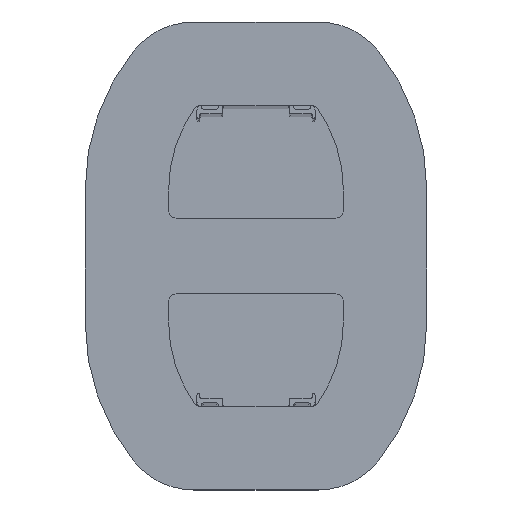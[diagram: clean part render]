
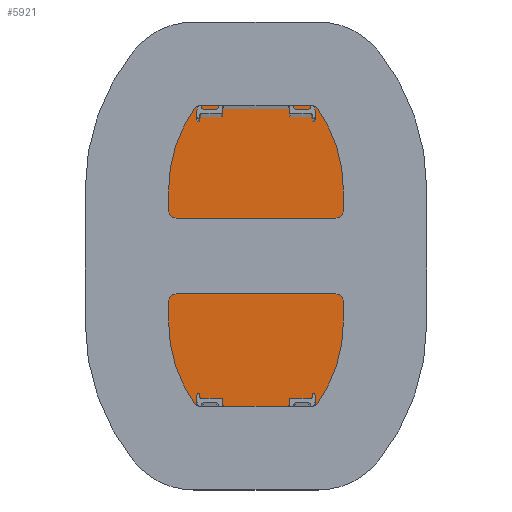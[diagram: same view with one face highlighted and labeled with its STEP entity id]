
A CAD part, top view. The second image highlights one B-rep face of the part: STEP entity #5921.
In plain terms, the highlighted planar face has unit normal (0, 0, 1).
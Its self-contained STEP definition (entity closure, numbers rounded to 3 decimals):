
#41 = EDGE_CURVE ( 'NONE', #3709, #1688, #7467, .T. ) ;
#54 = ORIENTED_EDGE ( 'NONE', *, *, #41, .T. ) ;
#86 = ORIENTED_EDGE ( 'NONE', *, *, #5975, .T. ) ;
#305 = DIRECTION ( 'NONE',  ( 1., 0., 0. ) ) ;
#307 = CARTESIAN_POINT ( 'NONE',  ( 62., 24.595, 3. ) ) ;
#429 = CARTESIAN_POINT ( 'NONE',  ( -65.25, 24.595, 3. ) ) ;
#461 = VERTEX_POINT ( 'NONE', #839 ) ;
#480 = VECTOR ( 'NONE', #5967, 1000. ) ;
#537 = AXIS2_PLACEMENT_3D ( 'NONE', #6742, #2549, #6974 ) ;
#562 = CIRCLE ( 'NONE', #1479, 3.25 ) ;
#578 = CIRCLE ( 'NONE', #4145, 60.25 ) ;
#613 = EDGE_CURVE ( 'NONE', #4896, #3323, #4899, .T. ) ;
#763 = DIRECTION ( 'NONE',  ( 1., 0., 0. ) ) ;
#839 = CARTESIAN_POINT ( 'NONE',  ( 64.024, -27.138, 3. ) ) ;
#909 = ORIENTED_EDGE ( 'NONE', *, *, #5869, .T. ) ;
#1005 = VERTEX_POINT ( 'NONE', #6125 ) ;
#1070 = CIRCLE ( 'NONE', #1600, 60.25 ) ;
#1298 = AXIS2_PLACEMENT_3D ( 'NONE', #6718, #6964, #6650 ) ;
#1341 = ORIENTED_EDGE ( 'NONE', *, *, #2310, .T. ) ;
#1352 = DIRECTION ( 'NONE',  ( 0., 0., 1. ) ) ;
#1479 = AXIS2_PLACEMENT_3D ( 'NONE', #307, #1352, #6214 ) ;
#1600 = AXIS2_PLACEMENT_3D ( 'NONE', #5228, #8151, #7554 ) ;
#1625 = VERTEX_POINT ( 'NONE', #1712 ) ;
#1688 = VERTEX_POINT ( 'NONE', #2284 ) ;
#1712 = CARTESIAN_POINT ( 'NONE',  ( 64.024, 27.138, 3. ) ) ;
#1783 = EDGE_CURVE ( 'NONE', #7595, #1625, #562, .T. ) ;
#1902 = CARTESIAN_POINT ( 'NONE',  ( 65.25, 24.595, 3. ) ) ;
#2028 = CARTESIAN_POINT ( 'NONE',  ( 65.25, 24.595, 3. ) ) ;
#2103 = ORIENTED_EDGE ( 'NONE', *, *, #7024, .T. ) ;
#2228 = CARTESIAN_POINT ( 'NONE',  ( -65.25, 24.595, 3. ) ) ;
#2246 = DIRECTION ( 'NONE',  ( 0., 0., -1. ) ) ;
#2278 = CIRCLE ( 'NONE', #4041, 60.25 ) ;
#2284 = CARTESIAN_POINT ( 'NONE',  ( -26.5, -40.25, 3. ) ) ;
#2285 = CARTESIAN_POINT ( 'NONE',  ( 26.5, -20., 3. ) ) ;
#2304 = DIRECTION ( 'NONE',  ( 0., 0., 1. ) ) ;
#2307 = CARTESIAN_POINT ( 'NONE',  ( -26.5, 40.25, 3. ) ) ;
#2310 = EDGE_CURVE ( 'NONE', #6297, #461, #1070, .T. ) ;
#2358 = VECTOR ( 'NONE', #7361, 1000. ) ;
#2406 = PLANE ( 'NONE',  #6035 ) ;
#2408 = ORIENTED_EDGE ( 'NONE', *, *, #613, .T. ) ;
#2549 = DIRECTION ( 'NONE',  ( 0., 0., 1. ) ) ;
#2712 = CARTESIAN_POINT ( 'NONE',  ( -26.5, -20., 3. ) ) ;
#2715 = ORIENTED_EDGE ( 'NONE', *, *, #1783, .T. ) ;
#2717 = CARTESIAN_POINT ( 'NONE',  ( -26.5, -40.25, 3. ) ) ;
#2720 = EDGE_CURVE ( 'NONE', #1688, #6297, #6644, .T. ) ;
#2725 = VERTEX_POINT ( 'NONE', #6959 ) ;
#2897 = CARTESIAN_POINT ( 'NONE',  ( 65.25, -24.595, 3. ) ) ;
#2908 = DIRECTION ( 'NONE',  ( 0., 0., 1. ) ) ;
#3323 = VERTEX_POINT ( 'NONE', #429 ) ;
#3473 = VECTOR ( 'NONE', #7353, 1000. ) ;
#3709 = VERTEX_POINT ( 'NONE', #6276 ) ;
#3826 = ORIENTED_EDGE ( 'NONE', *, *, #4391, .T. ) ;
#3842 = ORIENTED_EDGE ( 'NONE', *, *, #8024, .T. ) ;
#3852 = LINE ( 'NONE', #2307, #480 ) ;
#3963 = CIRCLE ( 'NONE', #4880, 3.25 ) ;
#4012 = ORIENTED_EDGE ( 'NONE', *, *, #2720, .T. ) ;
#4041 = AXIS2_PLACEMENT_3D ( 'NONE', #2712, #2908, #305 ) ;
#4145 = AXIS2_PLACEMENT_3D ( 'NONE', #5445, #2304, #6077 ) ;
#4155 = LINE ( 'NONE', #2228, #2358 ) ;
#4391 = EDGE_CURVE ( 'NONE', #1005, #4896, #2278, .T. ) ;
#4393 = VERTEX_POINT ( 'NONE', #5437 ) ;
#4431 = CARTESIAN_POINT ( 'NONE',  ( -64.024, 27.138, 3. ) ) ;
#4485 = EDGE_CURVE ( 'NONE', #2725, #3709, #3963, .T. ) ;
#4727 = DIRECTION ( 'NONE',  ( -1., 0., 0. ) ) ;
#4880 = AXIS2_PLACEMENT_3D ( 'NONE', #7125, #5232, #6567 ) ;
#4896 = VERTEX_POINT ( 'NONE', #4431 ) ;
#4899 = CIRCLE ( 'NONE', #6518, 3.25 ) ;
#4920 = LINE ( 'NONE', #2028, #5697 ) ;
#5108 = ORIENTED_EDGE ( 'NONE', *, *, #4485, .T. ) ;
#5122 = CIRCLE ( 'NONE', #537, 3.25 ) ;
#5201 = DIRECTION ( 'NONE',  ( 0., 1., 0. ) ) ;
#5228 = CARTESIAN_POINT ( 'NONE',  ( 26.5, 20., 3. ) ) ;
#5232 = DIRECTION ( 'NONE',  ( 0., 0., 1. ) ) ;
#5437 = CARTESIAN_POINT ( 'NONE',  ( 26.5, 40.25, 3. ) ) ;
#5445 = CARTESIAN_POINT ( 'NONE',  ( 26.5, -20., 3. ) ) ;
#5697 = VECTOR ( 'NONE', #5201, 1000. ) ;
#5810 = FACE_OUTER_BOUND ( 'NONE', #6921, .T. ) ;
#5869 = EDGE_CURVE ( 'NONE', #461, #7404, #5122, .T. ) ;
#5921 = ADVANCED_FACE ( 'NONE', ( #5810 ), #2406, .F. ) ;
#5967 = DIRECTION ( 'NONE',  ( -1., 0., 0. ) ) ;
#5975 = EDGE_CURVE ( 'NONE', #3323, #2725, #4155, .T. ) ;
#6035 = AXIS2_PLACEMENT_3D ( 'NONE', #2285, #2246, #4727 ) ;
#6077 = DIRECTION ( 'NONE',  ( -1., 0., 0. ) ) ;
#6125 = CARTESIAN_POINT ( 'NONE',  ( -26.5, 40.25, 3. ) ) ;
#6214 = DIRECTION ( 'NONE',  ( -1., 0., 0. ) ) ;
#6276 = CARTESIAN_POINT ( 'NONE',  ( -64.024, -27.138, 3. ) ) ;
#6297 = VERTEX_POINT ( 'NONE', #7161 ) ;
#6355 = CARTESIAN_POINT ( 'NONE',  ( -62., 24.595, 3. ) ) ;
#6518 = AXIS2_PLACEMENT_3D ( 'NONE', #6355, #6798, #763 ) ;
#6567 = DIRECTION ( 'NONE',  ( -1., 0., 0. ) ) ;
#6628 = EDGE_CURVE ( 'NONE', #7404, #7595, #4920, .T. ) ;
#6644 = LINE ( 'NONE', #2717, #3473 ) ;
#6650 = DIRECTION ( 'NONE',  ( -1., 0., 0. ) ) ;
#6718 = CARTESIAN_POINT ( 'NONE',  ( -26.5, 20., 3. ) ) ;
#6742 = CARTESIAN_POINT ( 'NONE',  ( 62., -24.595, 3. ) ) ;
#6798 = DIRECTION ( 'NONE',  ( 0., 0., 1. ) ) ;
#6824 = ORIENTED_EDGE ( 'NONE', *, *, #6628, .T. ) ;
#6921 = EDGE_LOOP ( 'NONE', ( #2103, #3842, #3826, #2408, #86, #5108, #54, #4012, #1341, #909, #6824, #2715 ) ) ;
#6959 = CARTESIAN_POINT ( 'NONE',  ( -65.25, -24.595, 3. ) ) ;
#6964 = DIRECTION ( 'NONE',  ( 0., 0., 1. ) ) ;
#6974 = DIRECTION ( 'NONE',  ( 1., 0., 0. ) ) ;
#7024 = EDGE_CURVE ( 'NONE', #1625, #4393, #578, .T. ) ;
#7125 = CARTESIAN_POINT ( 'NONE',  ( -62., -24.595, 3. ) ) ;
#7161 = CARTESIAN_POINT ( 'NONE',  ( 26.5, -40.25, 3. ) ) ;
#7353 = DIRECTION ( 'NONE',  ( 1., 0., 0. ) ) ;
#7361 = DIRECTION ( 'NONE',  ( 0., -1., 0. ) ) ;
#7404 = VERTEX_POINT ( 'NONE', #2897 ) ;
#7467 = CIRCLE ( 'NONE', #1298, 60.25 ) ;
#7554 = DIRECTION ( 'NONE',  ( 1., 0., 0. ) ) ;
#7595 = VERTEX_POINT ( 'NONE', #1902 ) ;
#8024 = EDGE_CURVE ( 'NONE', #4393, #1005, #3852, .T. ) ;
#8151 = DIRECTION ( 'NONE',  ( 0., 0., 1. ) ) ;
